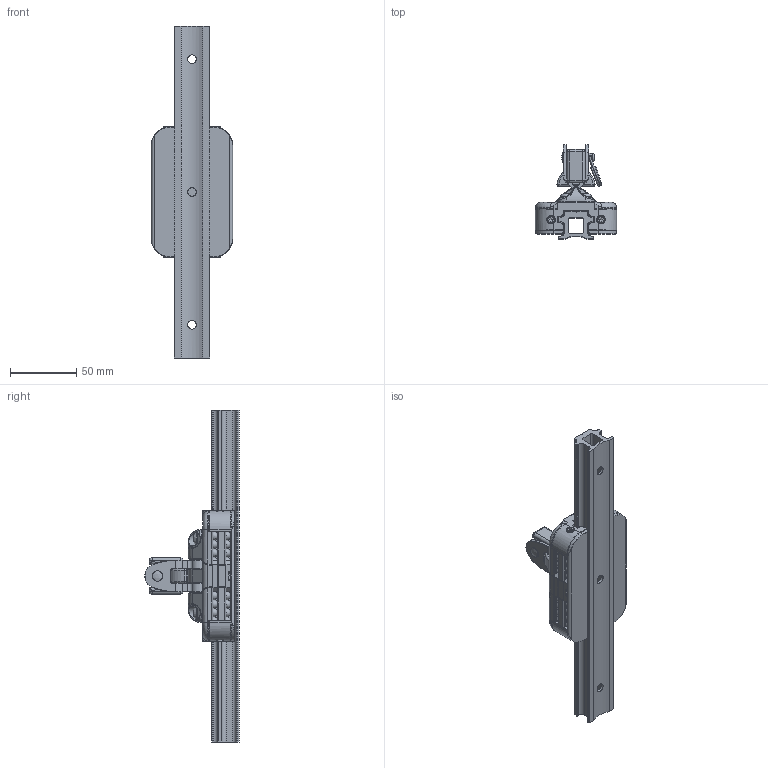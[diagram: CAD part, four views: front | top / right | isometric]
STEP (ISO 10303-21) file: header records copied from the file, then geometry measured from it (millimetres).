
FILE_DESCRIPTION(/* description */ (''),/* implementation_level */ '2;1');
FILE_NAME(/* name */ '4100.stp',/* time_stamp */ '2019-10-30T09:04:56+01:00',/* author */ ('gianni'),/* organization */ (''),/* preprocessor_version */ 'ST-DEVELOPER v16.5',/* originating_system */ 'Autodesk Inventor 2017',/* authorisation */ '');
FILE_SCHEMA (('AUTOMOTIVE_DESIGN { 1 0 10303 214 3 1 1 }'));
Products named in the file (1): 19103000
Bounding box: 61.2 x 71 x 250 mm (x, y, z)
Volume: 172269.9 mm3; surface area: 80854.6 mm2
Topology: 1 solids, 1 shells, 1610 faces, 4298 edges, 2592 vertices
Faces by surface type: cylinder 535, plane 478, torus 219, bspline 218, sphere 139, cone 21
Full cylindrical faces by diameter (mm): 5.5 x4, 6 x3, 6.4 x4, 6.5 x6, 13.5 x4
Entity records: 55480 total; most frequent: CARTESIAN_POINT 17320, ORIENTED_EDGE 8076, DIRECTION 8060, EDGE_CURVE 4036, AXIS2_PLACEMENT_3D 3227, VERTEX_POINT 2489, EDGE_LOOP 1740, FACE_OUTER_BOUND 1610
